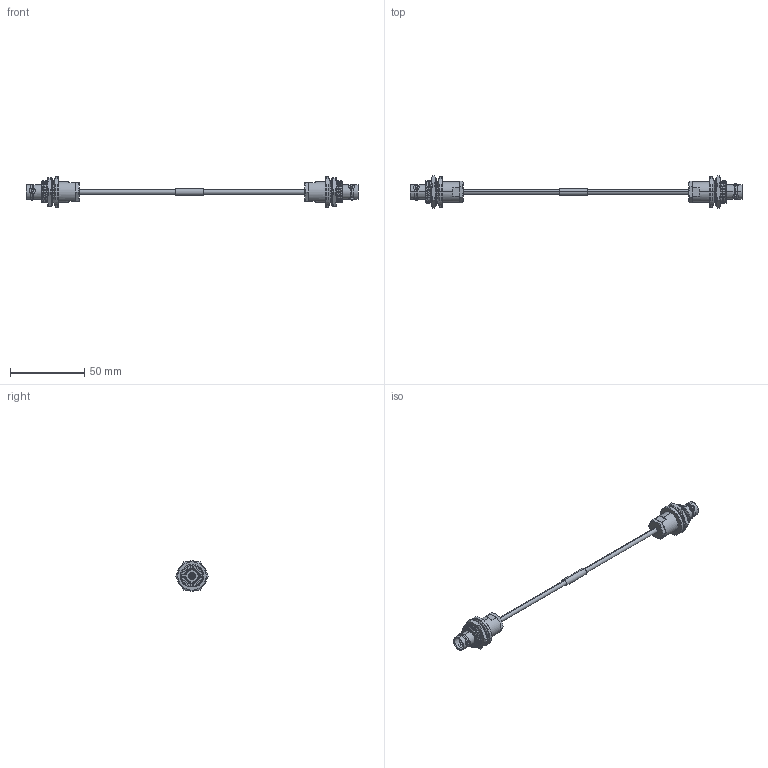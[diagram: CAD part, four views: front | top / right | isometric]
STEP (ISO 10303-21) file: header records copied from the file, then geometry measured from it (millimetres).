
FILE_DESCRIPTION (( 'STEP AP214' ), '1' );
FILE_NAME ('FM3MSA00450_3D.step', '2023-08-16T19:31:36', ( '' ), ( '' ), 'SwSTEP 2.0', 'SolidWorks 2022', '' );
FILE_SCHEMA (( 'AUTOMOTIVE_DESIGN' ));
Length unit declared in the file: millimetre
Products named in the file (10): FM3MSA00450_3D; M17-176-00002_6"; 10-06573-MA6; 10-06573-MA2; 1AW01-003_.182 ID x .75" long; 10-06573-XXX_.06; 10-06573-MA1; 10-06573-MA5; 10-06573-MA3; 10-06573-MA4
Assembly tree (10 placements, depth 3):
  FM3MSA00450_3D
    M17-176-00002_6"
    10-06573-XXX_.06  x2
      10-06573-MA1
      10-06573-MA5
      10-06573-MA2
      10-06573-MA3
      10-06573-MA4
      10-06573-MA6
    1AW01-003_.182 ID x .75" long
Bounding box: 224.03 x 22 x 20.52 mm (x, y, z)
Volume: 10015.8 mm3; surface area: 12979 mm2
Topology: 14 solids, 14 shells, 650 faces, 1664 edges, 1070 vertices
Faces by surface type: cylinder 244, plane 204, cone 108, bspline 66, torus 28
Entity records: 22145 total; most frequent: CARTESIAN_POINT 13745, ORIENTED_EDGE 1678, DIRECTION 1505, EDGE_CURVE 839, AXIS2_PLACEMENT_3D 597, VERTEX_POINT 541, EDGE_LOOP 358, FACE_OUTER_BOUND 330
